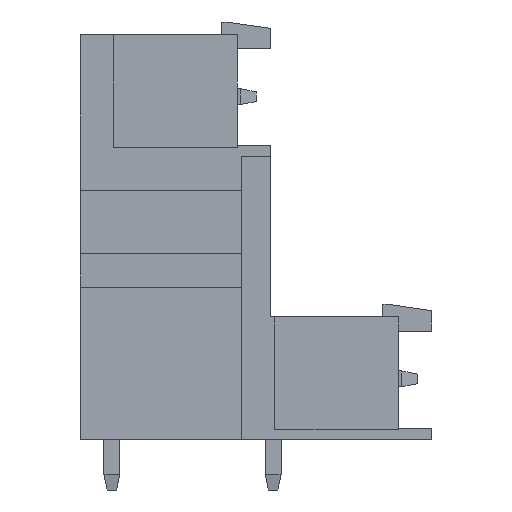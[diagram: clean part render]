
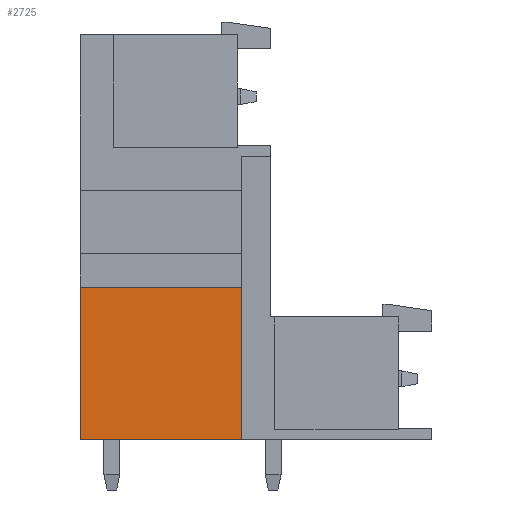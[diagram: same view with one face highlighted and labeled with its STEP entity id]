
A CAD part, left-side view. The second image highlights one B-rep face of the part: STEP entity #2725.
In plain terms, the highlighted planar face has unit normal (-1, 0, 0).
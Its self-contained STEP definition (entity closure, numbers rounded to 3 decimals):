
#2698=AXIS2_PLACEMENT_3D('Plane Axis2P3D',#2695,#2696,#2697) ;
#2673=CARTESIAN_POINT('Vertex',(2.54,12.,12.78)) ;
#2680=CARTESIAN_POINT('Vertex',(2.54,22.16,12.78)) ;
#2683=CARTESIAN_POINT('Line Origine',(2.54,17.08,12.78)) ;
#2695=CARTESIAN_POINT('Axis2P3D Location',(2.54,0.,3.2)) ;
#2700=CARTESIAN_POINT('Line Origine',(2.54,22.16,7.99)) ;
#2704=CARTESIAN_POINT('Vertex',(2.54,22.16,3.2)) ;
#2707=CARTESIAN_POINT('Line Origine',(2.54,17.08,3.2)) ;
#2711=CARTESIAN_POINT('Vertex',(2.54,12.,3.2)) ;
#2714=CARTESIAN_POINT('Line Origine',(2.54,12.,7.99)) ;
#2684=DIRECTION('Vector Direction',(0.,1.,0.)) ;
#2696=DIRECTION('Axis2P3D Direction',(-1.,0.,0.)) ;
#2697=DIRECTION('Axis2P3D XDirection',(0.,0.,1.)) ;
#2701=DIRECTION('Vector Direction',(0.,0.,1.)) ;
#2708=DIRECTION('Vector Direction',(0.,1.,0.)) ;
#2715=DIRECTION('Vector Direction',(0.,0.,1.)) ;
#2685=VECTOR('Line Direction',#2684,1.) ;
#2702=VECTOR('Line Direction',#2701,1.) ;
#2709=VECTOR('Line Direction',#2708,1.) ;
#2716=VECTOR('Line Direction',#2715,1.) ;
#2720=ORIENTED_EDGE('',*,*,#2687,.T.) ;
#2721=ORIENTED_EDGE('',*,*,#2706,.F.) ;
#2722=ORIENTED_EDGE('',*,*,#2713,.F.) ;
#2723=ORIENTED_EDGE('',*,*,#2718,.T.) ;
#2725=ADVANCED_FACE('Housing',(#2724),#2699,.T.) ;
#2687=EDGE_CURVE('',#2674,#2681,#2686,.T.) ;
#2706=EDGE_CURVE('',#2705,#2681,#2703,.T.) ;
#2713=EDGE_CURVE('',#2712,#2705,#2710,.T.) ;
#2718=EDGE_CURVE('',#2712,#2674,#2717,.T.) ;
#2719=EDGE_LOOP('',(#2720,#2721,#2722,#2723)) ;
#2724=FACE_OUTER_BOUND('',#2719,.T.) ;
#2686=LINE('Line',#2683,#2685) ;
#2703=LINE('Line',#2700,#2702) ;
#2710=LINE('Line',#2707,#2709) ;
#2717=LINE('Line',#2714,#2716) ;
#2699=PLANE('',#2698) ;
#2674=VERTEX_POINT('',#2673) ;
#2681=VERTEX_POINT('',#2680) ;
#2705=VERTEX_POINT('',#2704) ;
#2712=VERTEX_POINT('',#2711) ;
